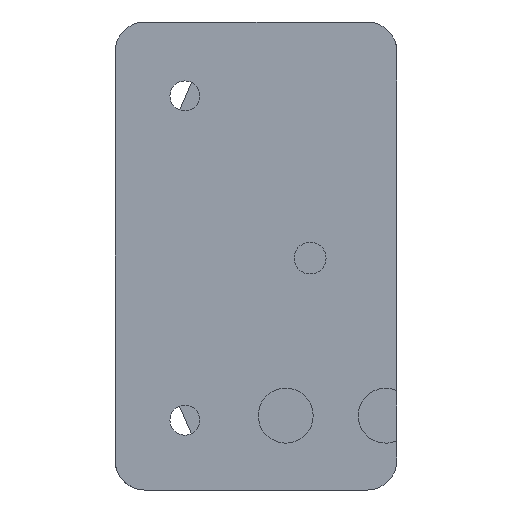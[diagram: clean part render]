
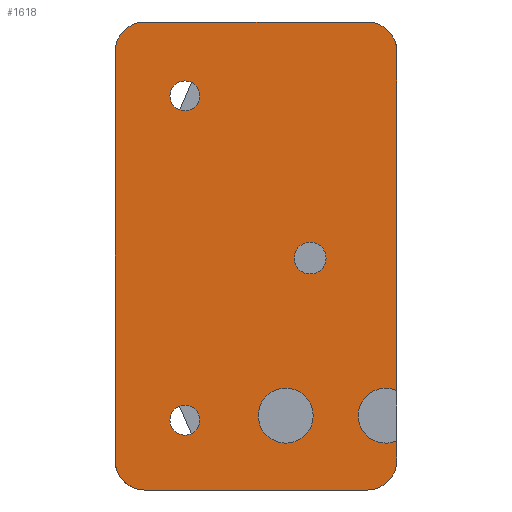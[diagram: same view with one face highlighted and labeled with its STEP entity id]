
A CAD part, left-side view. The second image highlights one B-rep face of the part: STEP entity #1618.
In plain terms, the highlighted planar face has unit normal (-1, 0, 0).
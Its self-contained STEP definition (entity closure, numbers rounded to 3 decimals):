
#39=FACE_BOUND('',#289,.T.);
#40=FACE_BOUND('',#290,.T.);
#41=FACE_BOUND('',#291,.T.);
#42=FACE_BOUND('',#292,.T.);
#61=PLANE('',#1768);
#88=CIRCLE('',#1713,3.);
#108=CIRCLE('',#1743,3.);
#110=CIRCLE('',#1747,2.75);
#111=CIRCLE('',#1749,2.75);
#114=CIRCLE('',#1753,1.5);
#117=CIRCLE('',#1758,1.5);
#120=CIRCLE('',#1763,1.6);
#123=CIRCLE('',#1769,3.);
#124=CIRCLE('',#1770,3.);
#189=FACE_OUTER_BOUND('',#288,.T.);
#288=EDGE_LOOP('',(#1202,#1203,#1204,#1205,#1206,#1207,#1208,#1209,#1210,
#1211));
#289=EDGE_LOOP('',(#1212));
#290=EDGE_LOOP('',(#1213));
#291=EDGE_LOOP('',(#1214));
#292=EDGE_LOOP('',(#1215));
#442=LINE('',#3170,#555);
#459=LINE('',#3277,#572);
#470=LINE('',#3332,#583);
#471=LINE('',#3334,#584);
#472=LINE('',#3337,#585);
#555=VECTOR('',#1916,10.);
#572=VECTOR('',#1999,10.);
#583=VECTOR('',#2060,10.);
#584=VECTOR('',#2061,10.);
#585=VECTOR('',#2064,10.);
#690=VERTEX_POINT('',#3167);
#691=VERTEX_POINT('',#3169);
#692=VERTEX_POINT('',#3173);
#719=VERTEX_POINT('',#3271);
#720=VERTEX_POINT('',#3272);
#722=VERTEX_POINT('',#3281);
#723=VERTEX_POINT('',#3285);
#725=VERTEX_POINT('',#3288);
#728=VERTEX_POINT('',#3296);
#731=VERTEX_POINT('',#3305);
#734=VERTEX_POINT('',#3314);
#739=VERTEX_POINT('',#3330);
#740=VERTEX_POINT('',#3333);
#741=VERTEX_POINT('',#3335);
#857=EDGE_CURVE('',#690,#691,#442,.T.);
#859=EDGE_CURVE('',#691,#692,#88,.T.);
#894=EDGE_CURVE('',#719,#720,#108,.T.);
#897=EDGE_CURVE('',#692,#719,#459,.T.);
#900=EDGE_CURVE('',#722,#722,#110,.T.);
#902=EDGE_CURVE('',#723,#725,#111,.T.);
#907=EDGE_CURVE('',#728,#728,#114,.T.);
#911=EDGE_CURVE('',#731,#731,#117,.T.);
#915=EDGE_CURVE('',#734,#734,#120,.T.);
#922=EDGE_CURVE('',#739,#690,#123,.T.);
#923=EDGE_CURVE('',#725,#739,#470,.T.);
#924=EDGE_CURVE('',#740,#723,#471,.T.);
#925=EDGE_CURVE('',#741,#740,#124,.T.);
#926=EDGE_CURVE('',#720,#741,#472,.T.);
#1202=ORIENTED_EDGE('',*,*,#894,.F.);
#1203=ORIENTED_EDGE('',*,*,#897,.F.);
#1204=ORIENTED_EDGE('',*,*,#859,.F.);
#1205=ORIENTED_EDGE('',*,*,#857,.F.);
#1206=ORIENTED_EDGE('',*,*,#922,.F.);
#1207=ORIENTED_EDGE('',*,*,#923,.F.);
#1208=ORIENTED_EDGE('',*,*,#902,.F.);
#1209=ORIENTED_EDGE('',*,*,#924,.F.);
#1210=ORIENTED_EDGE('',*,*,#925,.F.);
#1211=ORIENTED_EDGE('',*,*,#926,.F.);
#1212=ORIENTED_EDGE('',*,*,#915,.T.);
#1213=ORIENTED_EDGE('',*,*,#911,.T.);
#1214=ORIENTED_EDGE('',*,*,#907,.T.);
#1215=ORIENTED_EDGE('',*,*,#900,.F.);
#1618=ADVANCED_FACE('',(#189,#39,#40,#41,#42),#61,.F.);
#1713=AXIS2_PLACEMENT_3D('',#3174,#1920,#1921);
#1743=AXIS2_PLACEMENT_3D('',#3273,#1993,#1994);
#1747=AXIS2_PLACEMENT_3D('',#3283,#2005,#2006);
#1749=AXIS2_PLACEMENT_3D('',#3289,#2010,#2011);
#1753=AXIS2_PLACEMENT_3D('',#3298,#2020,#2021);
#1758=AXIS2_PLACEMENT_3D('',#3307,#2031,#2032);
#1763=AXIS2_PLACEMENT_3D('',#3316,#2042,#2043);
#1768=AXIS2_PLACEMENT_3D('',#3329,#2056,#2057);
#1769=AXIS2_PLACEMENT_3D('',#3331,#2058,#2059);
#1770=AXIS2_PLACEMENT_3D('',#3336,#2062,#2063);
#1916=DIRECTION('',(0.,1.,0.));
#1920=DIRECTION('center_axis',(1.,0.,0.));
#1921=DIRECTION('ref_axis',(0.,0.707,-0.707));
#1993=DIRECTION('center_axis',(1.,0.,0.));
#1994=DIRECTION('ref_axis',(0.,0.707,0.707));
#1999=DIRECTION('',(0.,0.,1.));
#2005=DIRECTION('center_axis',(-1.,0.,0.));
#2006=DIRECTION('ref_axis',(0.,0.,
-1.));
#2010=DIRECTION('center_axis',(-1.,0.,0.));
#2011=DIRECTION('ref_axis',(0.,0.,
-1.));
#2020=DIRECTION('center_axis',(1.,0.,0.));
#2021=DIRECTION('ref_axis',(0.,1.,0.));
#2031=DIRECTION('center_axis',(1.,0.,0.));
#2032=DIRECTION('ref_axis',(0.,1.,0.));
#2042=DIRECTION('center_axis',(1.,0.,0.));
#2043=DIRECTION('ref_axis',(0.,1.,0.));
#2056=DIRECTION('center_axis',(1.,0.,0.));
#2057=DIRECTION('ref_axis',(0.,0.,
-1.));
#2058=DIRECTION('center_axis',(1.,0.,0.));
#2059=DIRECTION('ref_axis',(0.,-0.707,-0.707));
#2060=DIRECTION('',(0.,0.,-1.));
#2061=DIRECTION('',(0.,0.,-1.));
#2062=DIRECTION('center_axis',(1.,0.,0.));
#2063=DIRECTION('ref_axis',(0.,-0.707,0.707));
#2064=DIRECTION('',(0.,-1.,0.));
#3167=CARTESIAN_POINT('',(36.,49.165,119.384));
#3169=CARTESIAN_POINT('',(36.,71.421,119.384));
#3170=CARTESIAN_POINT('',(36.,64.312,119.384));
#3173=CARTESIAN_POINT('',(36.,74.421,122.384));
#3174=CARTESIAN_POINT('Origin',(36.,71.421,122.384));
#3271=CARTESIAN_POINT('',(36.,74.421,163.292));
#3272=CARTESIAN_POINT('',(36.,71.421,166.292));
#3273=CARTESIAN_POINT('Origin',(36.,71.421,163.292));
#3277=CARTESIAN_POINT('',(36.,74.421,119.384));
#3281=CARTESIAN_POINT('',(36.,57.312,129.584));
#3283=CARTESIAN_POINT('Origin',(36.,57.312,126.834));
#3285=CARTESIAN_POINT('',(36.,46.165,129.333));
#3288=CARTESIAN_POINT('',(36.,46.165,124.335));
#3289=CARTESIAN_POINT('Origin',(36.,47.312,126.834));
#3296=CARTESIAN_POINT('',(36.,65.921,126.384));
#3298=CARTESIAN_POINT('Origin',(36.,67.421,126.384));
#3305=CARTESIAN_POINT('',(36.,65.921,158.884));
#3307=CARTESIAN_POINT('Origin',(36.,67.421,158.884));
#3314=CARTESIAN_POINT('',(36.,53.265,142.634));
#3316=CARTESIAN_POINT('Origin',(36.,54.865,142.634));
#3329=CARTESIAN_POINT('Origin',(36.,69.367,131.009));
#3330=CARTESIAN_POINT('',(36.,46.165,122.384));
#3331=CARTESIAN_POINT('Origin',(36.,49.165,122.384));
#3332=CARTESIAN_POINT('',(36.,46.165,136.923));
#3333=CARTESIAN_POINT('',(36.,46.165,163.292));
#3334=CARTESIAN_POINT('',(36.,46.165,136.923));
#3335=CARTESIAN_POINT('',(36.,49.165,166.292));
#3336=CARTESIAN_POINT('Origin',(36.,49.165,163.292));
#3337=CARTESIAN_POINT('',(36.,64.312,166.292));
